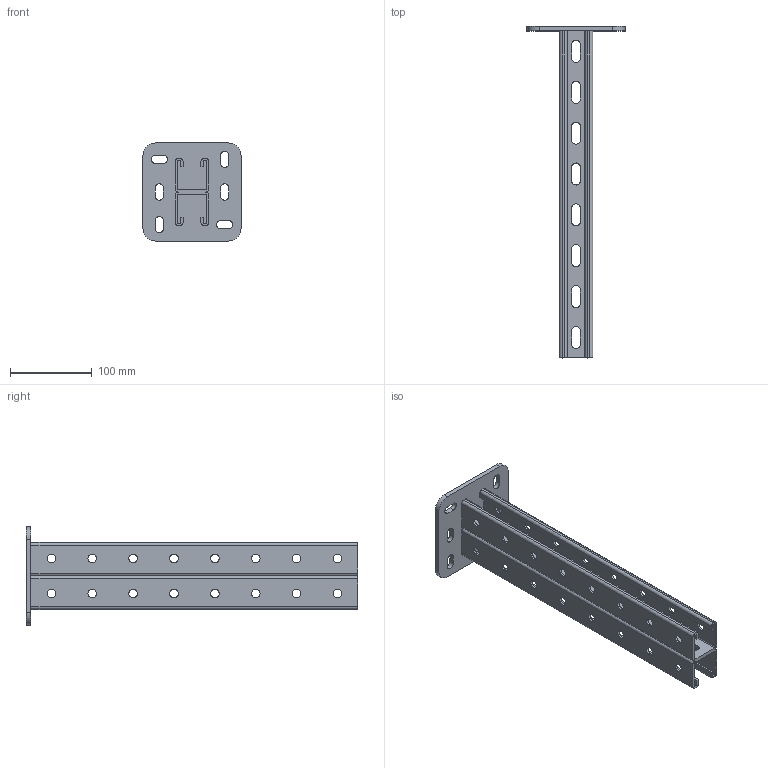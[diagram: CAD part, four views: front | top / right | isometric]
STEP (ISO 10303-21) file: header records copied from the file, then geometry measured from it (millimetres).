
FILE_DESCRIPTION (( 'STEP AP203' ), '1' );
FILE_NAME ('Ïîäâåñ BSD-41_BSD4104.STEP', '2012-11-16T09:00:03', ( 'Àñååâ' ), ( '' ), 'SwSTEP 2.0', 'SolidWorks 2012', '' );
FILE_SCHEMA (( 'CONFIG_CONTROL_DESIGN' ));
Length unit declared in the file: millimetre
Products named in the file (1): 砐鳱殥 BSD-41_BSD4104
Bounding box: 120 x 406 x 120 mm (x, y, z)
Volume: 343904.4 mm3; surface area: 229156.1 mm2
Topology: 1 solids, 1 shells, 153 faces, 482 edges, 332 vertices
Faces by surface type: cylinder 88, plane 65
Full cylindrical faces by diameter (mm): 10.5 x32
Entity records: 5261 total; most frequent: DIRECTION 902, CARTESIAN_POINT 872, ORIENTED_EDGE 836, EDGE_CURVE 418, AXIS2_PLACEMENT_3D 330, VERTEX_POINT 300, EDGE_LOOP 278, VECTOR 242
